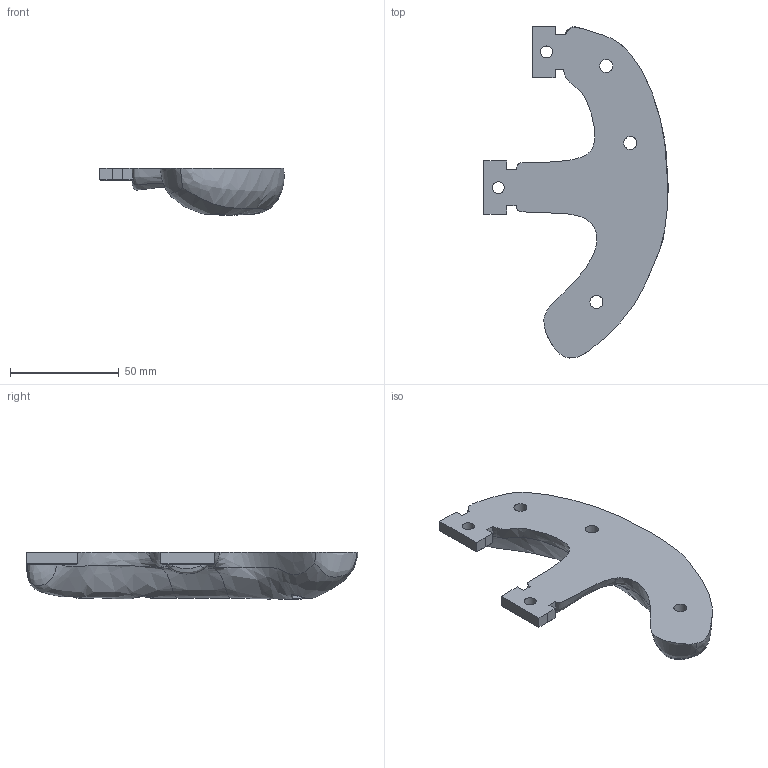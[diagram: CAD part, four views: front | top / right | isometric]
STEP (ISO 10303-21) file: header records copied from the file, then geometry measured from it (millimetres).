
FILE_DESCRIPTION(/* description */ (''),/* implementation_level */ '2;1');
FILE_NAME(/* name */ 'Right Grip Back.step',/* time_stamp */ '2020-05-17T18:03:32-05:00',/* author */ (''),/* organization */ (''),/* preprocessor_version */ 'ST-DEVELOPER v18.1',/* originating_system */ 'Autodesk Translation Framework v9.3.0.1241',/* authorisation */ '');
FILE_SCHEMA (('AUTOMOTIVE_DESIGN { 1 0 10303 214 3 1 1 }'));
Length unit declared in the file: millimetre
Products named in the file (1): Right Grip Back
Bounding box: 84.95 x 152.96 x 21.71 mm (x, y, z)
Volume: 84673.3 mm3; surface area: 19486.5 mm2
Topology: 1 solids, 1 shells, 100 faces, 278 edges, 183 vertices
Faces by surface type: plane 60, bspline 33, cylinder 5, cone 2
Full cylindrical faces by diameter (mm): 5.5 x2, 6 x3
Entity records: 8133 total; most frequent: CARTESIAN_POINT 5884, ORIENTED_EDGE 554, DIRECTION 289, EDGE_CURVE 277, VERTEX_POINT 183, B_SPLINE_CURVE_WITH_KNOTS 134, LINE 129, VECTOR 129
